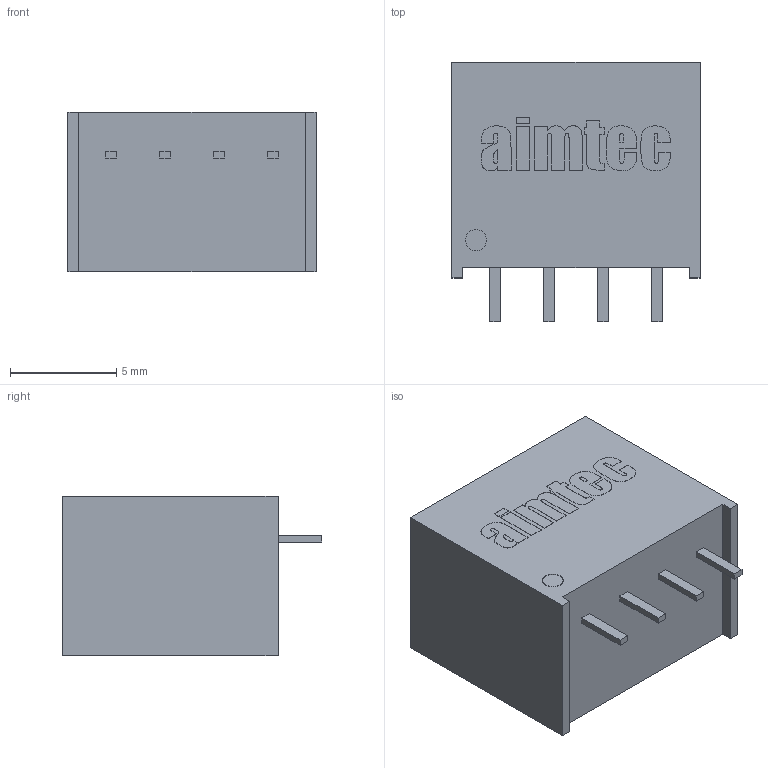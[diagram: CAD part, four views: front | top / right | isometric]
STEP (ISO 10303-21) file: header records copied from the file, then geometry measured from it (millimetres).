
FILE_DESCRIPTION (( 'STEP AP214' ), '1' );
FILE_NAME ('User Library-AM2S-Z.STEP', '2017-12-08T07:36:34', ( 'Windows User' ), ( '' ), 'SwSTEP 2.0', 'SolidWorks 2017', '' );
FILE_SCHEMA (( 'AUTOMOTIVE_DESIGN' ));
Length unit declared in the file: millimetre
Products named in the file (1): User Library-AM2S-Z
Bounding box: 11.68 x 12.2 x 7.5 mm (x, y, z)
Volume: 850.8 mm3; surface area: 578.5 mm2
Topology: 1 solids, 1 shells, 135 faces, 357 edges, 238 vertices
Faces by surface type: plane 96, bspline 37, cylinder 2
Entity records: 7668 total; most frequent: CARTESIAN_POINT 3176, ORIENTED_EDGE 714, DIRECTION 485, EDGE_CURVE 357, VECTOR 279, LINE 279, VERTEX_POINT 238, EDGE_LOOP 149
